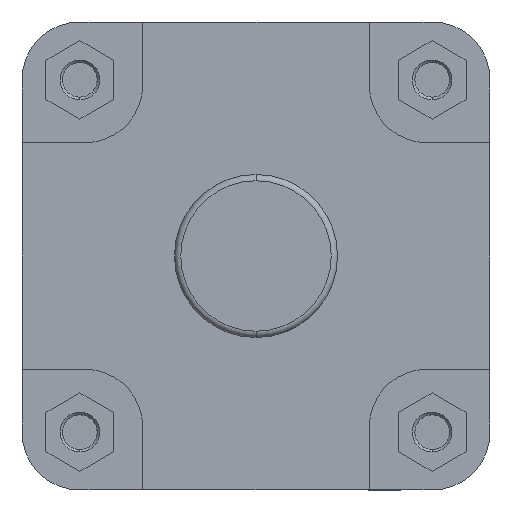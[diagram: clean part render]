
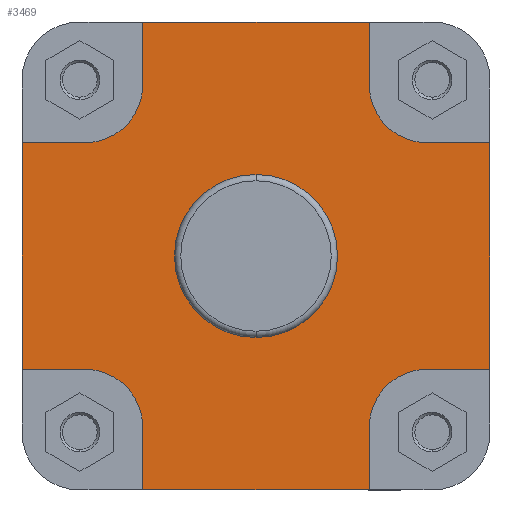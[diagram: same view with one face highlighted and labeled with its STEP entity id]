
A CAD part, left-side view. The second image highlights one B-rep face of the part: STEP entity #3469.
In plain terms, the highlighted planar face has unit normal (-1, 0, 0).
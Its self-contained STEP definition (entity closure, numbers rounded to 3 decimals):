
#666 = CARTESIAN_POINT ( 'NONE',  ( 55., 0., -32.4 ) ) ;
#668 = CARTESIAN_POINT ( 'NONE',  ( 55., 0., 32.4 ) ) ;
#704 = CARTESIAN_POINT ( 'NONE',  ( 55., -45., 68. ) ) ;
#707 = CARTESIAN_POINT ( 'NONE',  ( 55., 68., 45. ) ) ;
#714 = CARTESIAN_POINT ( 'NONE',  ( 55., -45., -68. ) ) ;
#749 = CARTESIAN_POINT ( 'NONE',  ( 55., 45., -93. ) ) ;
#775 = CARTESIAN_POINT ( 'NONE',  ( 55., 45., -68. ) ) ;
#777 = CARTESIAN_POINT ( 'NONE',  ( 55., 45., 93. ) ) ;
#779 = CARTESIAN_POINT ( 'NONE',  ( 55., -45., 93. ) ) ;
#788 = CARTESIAN_POINT ( 'NONE',  ( 55., -68., 45. ) ) ;
#789 = CARTESIAN_POINT ( 'NONE',  ( 55., -68., -45. ) ) ;
#791 = CARTESIAN_POINT ( 'NONE',  ( 55., -45., -93. ) ) ;
#795 = CARTESIAN_POINT ( 'NONE',  ( 55., -93., -45. ) ) ;
#796 = CARTESIAN_POINT ( 'NONE',  ( 55., -93., 45. ) ) ;
#803 = CARTESIAN_POINT ( 'NONE',  ( 55., 93., -45. ) ) ;
#804 = CARTESIAN_POINT ( 'NONE',  ( 55., 45., 68. ) ) ;
#813 = CARTESIAN_POINT ( 'NONE',  ( 55., 93., 45. ) ) ;
#816 = CARTESIAN_POINT ( 'NONE',  ( 55., 68., -45. ) ) ;
#1253 = EDGE_CURVE ( 'NONE', #6087, #6085, #6887, .T. ) ;
#1301 = EDGE_CURVE ( 'NONE', #6085, #6087, #6775, .T. ) ;
#1317 = EDGE_CURVE ( 'NONE', #6397, #6272, #6854, .T. ) ;
#1318 = EDGE_CURVE ( 'NONE', #6404, #6397, #6970, .T. ) ;
#1319 = EDGE_CURVE ( 'NONE', #6334, #6399, #6850, .T. ) ;
#1320 = EDGE_CURVE ( 'NONE', #6272, #6399, #6882, .T. ) ;
#1321 = EDGE_CURVE ( 'NONE', #6404, #6405, #6856, .T. ) ;
#1322 = EDGE_CURVE ( 'NONE', #6396, #6405, #6811, .T. ) ;
#1323 = EDGE_CURVE ( 'NONE', #6248, #6396, #7015, .T. ) ;
#1324 = EDGE_CURVE ( 'NONE', #6386, #6248, #6757, .T. ) ;
#1325 = EDGE_CURVE ( 'NONE', #6384, #6386, #6980, .T. ) ;
#1326 = EDGE_CURVE ( 'NONE', #6418, #6384, #6855, .T. ) ;
#1327 = EDGE_CURVE ( 'NONE', #6261, #6418, #6993, .T. ) ;
#1328 = EDGE_CURVE ( 'NONE', #6431, #6261, #6750, .T. ) ;
#1329 = EDGE_CURVE ( 'NONE', #6417, #6431, #6767, .T. ) ;
#1330 = EDGE_CURVE ( 'NONE', #6434, #6417, #6891, .T. ) ;
#1331 = EDGE_CURVE ( 'NONE', #6382, #6434, #6721, .T. ) ;
#1332 = EDGE_CURVE ( 'NONE', #6334, #6382, #7009, .T. ) ;
#1594 = AXIS2_PLACEMENT_3D ( 'NONE', #6221, #6142, #6283 ) ;
#1595 = AXIS2_PLACEMENT_3D ( 'NONE', #6120, #6174, #6439 ) ;
#1612 = AXIS2_PLACEMENT_3D ( 'NONE', #6020, #5998, #6005 ) ;
#1614 = AXIS2_PLACEMENT_3D ( 'NONE', #6045, #6597, #6545 ) ;
#1616 = AXIS2_PLACEMENT_3D ( 'NONE', #6134, #6083, #6070 ) ;
#1617 = AXIS2_PLACEMENT_3D ( 'NONE', #6546, #6349, #6136 ) ;
#1875 = AXIS2_PLACEMENT_3D ( 'NONE', #4759, #4761, #4762 ) ;
#2104 = EDGE_LOOP ( 'NONE', ( #2676, #2675 ) ) ;
#2269 = ORIENTED_EDGE ( 'NONE', *, *, #1332, .F. ) ;
#2270 = ORIENTED_EDGE ( 'NONE', *, *, #1331, .F. ) ;
#2271 = ORIENTED_EDGE ( 'NONE', *, *, #1330, .F. ) ;
#2272 = ORIENTED_EDGE ( 'NONE', *, *, #1329, .F. ) ;
#2273 = ORIENTED_EDGE ( 'NONE', *, *, #1328, .F. ) ;
#2274 = ORIENTED_EDGE ( 'NONE', *, *, #1327, .F. ) ;
#2275 = ORIENTED_EDGE ( 'NONE', *, *, #1326, .F. ) ;
#2276 = ORIENTED_EDGE ( 'NONE', *, *, #1325, .F. ) ;
#2277 = ORIENTED_EDGE ( 'NONE', *, *, #1324, .F. ) ;
#2278 = ORIENTED_EDGE ( 'NONE', *, *, #1323, .F. ) ;
#2669 = ORIENTED_EDGE ( 'NONE', *, *, #1322, .F. ) ;
#2670 = ORIENTED_EDGE ( 'NONE', *, *, #1321, .T. ) ;
#2671 = ORIENTED_EDGE ( 'NONE', *, *, #1318, .F. ) ;
#2672 = ORIENTED_EDGE ( 'NONE', *, *, #1317, .F. ) ;
#2673 = ORIENTED_EDGE ( 'NONE', *, *, #1320, .F. ) ;
#2674 = ORIENTED_EDGE ( 'NONE', *, *, #1319, .T. ) ;
#2675 = ORIENTED_EDGE ( 'NONE', *, *, #1301, .F. ) ;
#2676 = ORIENTED_EDGE ( 'NONE', *, *, #1253, .F. ) ;
#2920 = EDGE_LOOP ( 'NONE', ( #2674, #2673, #2672, #2671, #2670, #2669, #2278, #2277, #2276, #2275, #2274, #2273, #2272, #2271, #2270, #2269 ) ) ;
#3469 = ADVANCED_FACE ( 'NONE', ( #5319, #5324 ), #4760, .F. ) ;
#4759 = CARTESIAN_POINT ( 'NONE',  ( 55., 32.4, 0. ) ) ;
#4760 = PLANE ( 'NONE',  #1875 ) ;
#4761 = DIRECTION ( 'NONE',  ( 1., 0., 0. ) ) ;
#4762 = DIRECTION ( 'NONE',  ( 0., 0., -1. ) ) ;
#5319 = FACE_BOUND ( 'NONE', #2104, .T. ) ;
#5324 = FACE_OUTER_BOUND ( 'NONE', #2920, .T. ) ;
#5899 = CARTESIAN_POINT ( 'NONE',  ( 55., 45., -93. ) ) ;
#5901 = DIRECTION ( 'NONE',  ( 0., 0., -1. ) ) ;
#5904 = DIRECTION ( 'NONE',  ( 0., 0., 1. ) ) ;
#5998 = DIRECTION ( 'NONE',  ( -1., 0., 0. ) ) ;
#6005 = DIRECTION ( 'NONE',  ( 0., 0., -1. ) ) ;
#6012 = DIRECTION ( 'NONE',  ( 0., 1., 0. ) ) ;
#6013 = CARTESIAN_POINT ( 'NONE',  ( 55., 45., 68. ) ) ;
#6020 = CARTESIAN_POINT ( 'NONE',  ( 55., -68., -68. ) ) ;
#6045 = CARTESIAN_POINT ( 'NONE',  ( 55., -68., 68. ) ) ;
#6070 = DIRECTION ( 'NONE',  ( 0., 0., -1. ) ) ;
#6076 = CARTESIAN_POINT ( 'NONE',  ( 55., 93., 45. ) ) ;
#6083 = DIRECTION ( 'NONE',  ( -1., 0., 0. ) ) ;
#6085 = VERTEX_POINT ( 'NONE', #666 ) ;
#6087 = VERTEX_POINT ( 'NONE', #668 ) ;
#6120 = CARTESIAN_POINT ( 'NONE',  ( 55., 0., 0. ) ) ;
#6134 = CARTESIAN_POINT ( 'NONE',  ( 55., 68., 68. ) ) ;
#6136 = DIRECTION ( 'NONE',  ( 0., 0., -1. ) ) ;
#6142 = DIRECTION ( 'NONE',  ( -1., 0., 0. ) ) ;
#6174 = DIRECTION ( 'NONE',  ( -1., 0., 0. ) ) ;
#6204 = CARTESIAN_POINT ( 'NONE',  ( 55., 68., -45. ) ) ;
#6205 = DIRECTION ( 'NONE',  ( 0., 1., 0. ) ) ;
#6221 = CARTESIAN_POINT ( 'NONE',  ( 55., 0., 0. ) ) ;
#6248 = VERTEX_POINT ( 'NONE', #704 ) ;
#6261 = VERTEX_POINT ( 'NONE', #707 ) ;
#6272 = VERTEX_POINT ( 'NONE', #714 ) ;
#6283 = DIRECTION ( 'NONE',  ( 0., 0., 1. ) ) ;
#6334 = VERTEX_POINT ( 'NONE', #749 ) ;
#6349 = DIRECTION ( 'NONE',  ( -1., 0., 0. ) ) ;
#6353 = DIRECTION ( 'NONE',  ( 0., 0., 1. ) ) ;
#6382 = VERTEX_POINT ( 'NONE', #775 ) ;
#6384 = VERTEX_POINT ( 'NONE', #777 ) ;
#6386 = VERTEX_POINT ( 'NONE', #779 ) ;
#6396 = VERTEX_POINT ( 'NONE', #788 ) ;
#6397 = VERTEX_POINT ( 'NONE', #789 ) ;
#6399 = VERTEX_POINT ( 'NONE', #791 ) ;
#6404 = VERTEX_POINT ( 'NONE', #795 ) ;
#6405 = VERTEX_POINT ( 'NONE', #796 ) ;
#6417 = VERTEX_POINT ( 'NONE', #803 ) ;
#6418 = VERTEX_POINT ( 'NONE', #804 ) ;
#6431 = VERTEX_POINT ( 'NONE', #813 ) ;
#6434 = VERTEX_POINT ( 'NONE', #816 ) ;
#6439 = DIRECTION ( 'NONE',  ( 0., 0., 1. ) ) ;
#6517 = DIRECTION ( 'NONE',  ( 0., 0., -1. ) ) ;
#6529 = CARTESIAN_POINT ( 'NONE',  ( 55., -93., 0. ) ) ;
#6535 = DIRECTION ( 'NONE',  ( 0., -1., 0. ) ) ;
#6538 = CARTESIAN_POINT ( 'NONE',  ( 55., -204.741, 93. ) ) ;
#6542 = DIRECTION ( 'NONE',  ( 0., -1., 0. ) ) ;
#6545 = DIRECTION ( 'NONE',  ( 0., 0., -1. ) ) ;
#6546 = CARTESIAN_POINT ( 'NONE',  ( 55., 68., -68. ) ) ;
#6548 = CARTESIAN_POINT ( 'NONE',  ( 55., 93., 0. ) ) ;
#6591 = CARTESIAN_POINT ( 'NONE',  ( 55., -204.741, -93. ) ) ;
#6594 = DIRECTION ( 'NONE',  ( 0., -1., 0. ) ) ;
#6595 = CARTESIAN_POINT ( 'NONE',  ( 55., -93., -45. ) ) ;
#6596 = CARTESIAN_POINT ( 'NONE',  ( 55., -45., -68. ) ) ;
#6597 = DIRECTION ( 'NONE',  ( -1., 0., 0. ) ) ;
#6600 = DIRECTION ( 'NONE',  ( 0., 0., 1. ) ) ;
#6608 = DIRECTION ( 'NONE',  ( 0., -1., 0. ) ) ;
#6609 = CARTESIAN_POINT ( 'NONE',  ( 55., -68., 45. ) ) ;
#6611 = DIRECTION ( 'NONE',  ( 0., 0., 1. ) ) ;
#6613 = CARTESIAN_POINT ( 'NONE',  ( 55., -45., 93. ) ) ;
#6699 = VECTOR ( 'NONE', #6600, 1000. ) ;
#6721 = CIRCLE ( 'NONE', #1617, 23. ) ;
#6750 = LINE ( 'NONE', #6076, #6780 ) ;
#6757 = LINE ( 'NONE', #6613, #7000 ) ;
#6767 = LINE ( 'NONE', #6548, #6699 ) ;
#6775 = CIRCLE ( 'NONE', #1595, 32.4 ) ;
#6780 = VECTOR ( 'NONE', #6542, 1000. ) ;
#6811 = LINE ( 'NONE', #6609, #6906 ) ;
#6814 = VECTOR ( 'NONE', #6611, 1000. ) ;
#6850 = LINE ( 'NONE', #6591, #6971 ) ;
#6854 = CIRCLE ( 'NONE', #1612, 23. ) ;
#6855 = LINE ( 'NONE', #6013, #6987 ) ;
#6856 = LINE ( 'NONE', #6529, #6814 ) ;
#6882 = LINE ( 'NONE', #6596, #7007 ) ;
#6887 = CIRCLE ( 'NONE', #1594, 32.4 ) ;
#6891 = LINE ( 'NONE', #6204, #6952 ) ;
#6894 = VECTOR ( 'NONE', #6608, 1000. ) ;
#6906 = VECTOR ( 'NONE', #6535, 1000. ) ;
#6952 = VECTOR ( 'NONE', #6205, 1000. ) ;
#6970 = LINE ( 'NONE', #6595, #7006 ) ;
#6971 = VECTOR ( 'NONE', #6594, 1000. ) ;
#6980 = LINE ( 'NONE', #6538, #6894 ) ;
#6987 = VECTOR ( 'NONE', #5904, 1000. ) ;
#6993 = CIRCLE ( 'NONE', #1616, 23. ) ;
#7000 = VECTOR ( 'NONE', #6517, 1000. ) ;
#7006 = VECTOR ( 'NONE', #6012, 1000. ) ;
#7007 = VECTOR ( 'NONE', #5901, 1000. ) ;
#7009 = LINE ( 'NONE', #5899, #7010 ) ;
#7010 = VECTOR ( 'NONE', #6353, 1000. ) ;
#7015 = CIRCLE ( 'NONE', #1614, 23. ) ;
